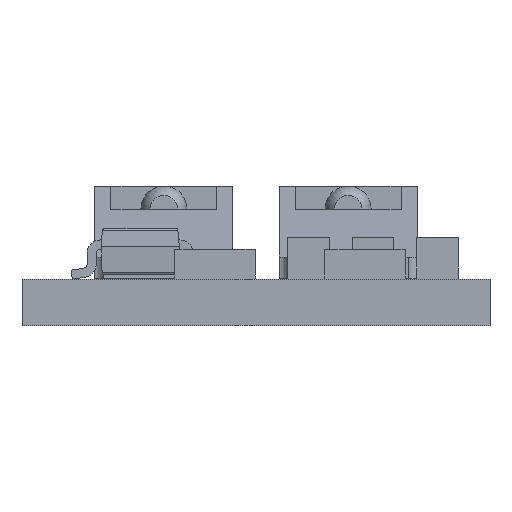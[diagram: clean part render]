
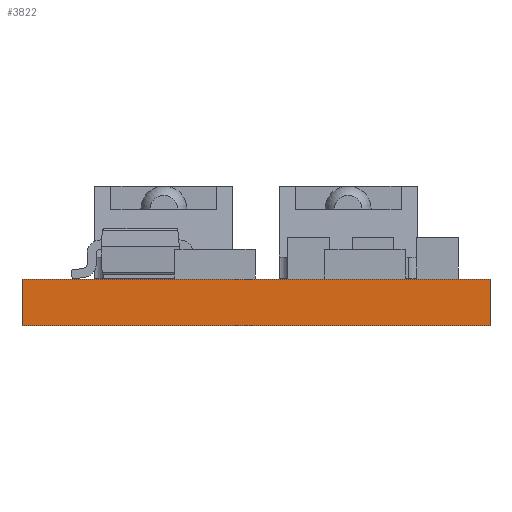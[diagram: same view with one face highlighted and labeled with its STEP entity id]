
A CAD part, front view. The second image highlights one B-rep face of the part: STEP entity #3822.
In plain terms, the highlighted planar face has unit normal (0, -1, 0).
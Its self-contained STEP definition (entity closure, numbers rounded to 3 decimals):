
#456 = VERTEX_POINT ( 'NONE', #21583 ) ;
#2082 = VERTEX_POINT ( 'NONE', #8946 ) ;
#2666 = VECTOR ( 'NONE', #19658, 1000. ) ;
#3822 = ADVANCED_FACE ( 'NONE', ( #29830 ), #9470, .F. ) ;
#5688 = EDGE_CURVE ( 'NONE', #456, #17852, #8112, .T. ) ;
#6277 = VECTOR ( 'NONE', #11785, 1000. ) ;
#8112 = LINE ( 'NONE', #14247, #2666 ) ;
#8521 = ORIENTED_EDGE ( 'NONE', *, *, #18924, .F. ) ;
#8813 = LINE ( 'NONE', #14044, #6277 ) ;
#8946 = CARTESIAN_POINT ( 'NONE',  ( 10.16, 0., 1.016 ) ) ;
#9470 = PLANE ( 'NONE',  #30595 ) ;
#10792 = EDGE_CURVE ( 'NONE', #2082, #17852, #8813, .T. ) ;
#10987 = CARTESIAN_POINT ( 'NONE',  ( 0., 0., 1.016 ) ) ;
#11785 = DIRECTION ( 'NONE',  ( 0., 0., -1. ) ) ;
#11953 = DIRECTION ( 'NONE',  ( 0., 0., 1. ) ) ;
#12816 = EDGE_LOOP ( 'NONE', ( #29594, #25805, #8521, #24642 ) ) ;
#14044 = CARTESIAN_POINT ( 'NONE',  ( 10.16, 0., 1.016 ) ) ;
#14247 = CARTESIAN_POINT ( 'NONE',  ( 10.16, 0., 0. ) ) ;
#17852 = VERTEX_POINT ( 'NONE', #21019 ) ;
#18924 = EDGE_CURVE ( 'NONE', #29760, #2082, #24676, .T. ) ;
#19245 = DIRECTION ( 'NONE',  ( 1., 0., 0. ) ) ;
#19307 = DIRECTION ( 'NONE',  ( 0., 0., -1. ) ) ;
#19588 = EDGE_CURVE ( 'NONE', #29760, #456, #25174, .T. ) ;
#19658 = DIRECTION ( 'NONE',  ( 1., 0., 0. ) ) ;
#21019 = CARTESIAN_POINT ( 'NONE',  ( 10.16, 0., 0. ) ) ;
#21583 = CARTESIAN_POINT ( 'NONE',  ( 0., 0., 0. ) ) ;
#24057 = CARTESIAN_POINT ( 'NONE',  ( 10.16, 0., 1.016 ) ) ;
#24642 = ORIENTED_EDGE ( 'NONE', *, *, #19588, .T. ) ;
#24676 = LINE ( 'NONE', #24057, #26750 ) ;
#25174 = LINE ( 'NONE', #10987, #31928 ) ;
#25805 = ORIENTED_EDGE ( 'NONE', *, *, #10792, .F. ) ;
#26750 = VECTOR ( 'NONE', #19245, 1000. ) ;
#28263 = CARTESIAN_POINT ( 'NONE',  ( 10.16, 0., 1.016 ) ) ;
#29594 = ORIENTED_EDGE ( 'NONE', *, *, #5688, .T. ) ;
#29760 = VERTEX_POINT ( 'NONE', #33178 ) ;
#29830 = FACE_OUTER_BOUND ( 'NONE', #12816, .T. ) ;
#30595 = AXIS2_PLACEMENT_3D ( 'NONE', #28263, #30974, #11953 ) ;
#30974 = DIRECTION ( 'NONE',  ( 0., 1., 0. ) ) ;
#31928 = VECTOR ( 'NONE', #19307, 1000. ) ;
#33178 = CARTESIAN_POINT ( 'NONE',  ( 0., 0., 1.016 ) ) ;
